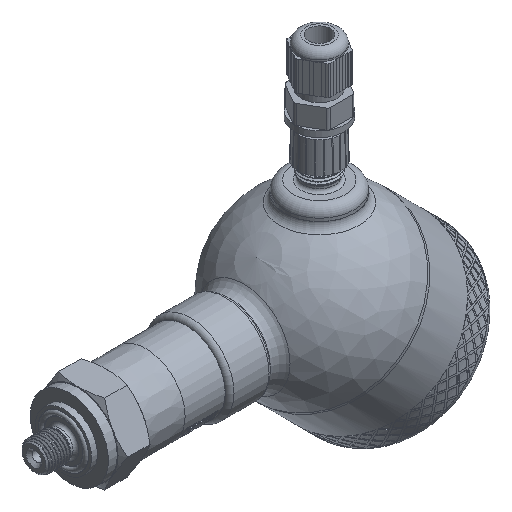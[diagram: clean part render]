
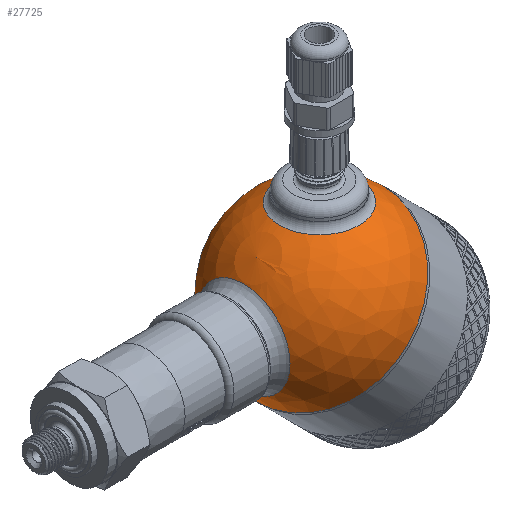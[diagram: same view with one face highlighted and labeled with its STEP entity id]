
A CAD part, isometric view. The second image highlights one B-rep face of the part: STEP entity #27725.
In plain terms, the highlighted spherical face has radius 30 mm.
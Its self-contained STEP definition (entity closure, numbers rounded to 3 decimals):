
#65=SPHERICAL_SURFACE('',#29420,30.);
#1104=FACE_BOUND('',#3897,.T.);
#1105=FACE_BOUND('',#3898,.T.);
#2129=FACE_OUTER_BOUND('',#3896,.T.);
#3896=EDGE_LOOP('',(#20110,#20111,#20112,#20113));
#3897=EDGE_LOOP('',(#20114));
#3898=EDGE_LOOP('',(#20115));
#5561=CIRCLE('',#29342,30.);
#5562=CIRCLE('',#29343,30.);
#5589=CIRCLE('',#29416,13.5);
#5592=CIRCLE('',#29421,30.);
#5593=CIRCLE('',#29422,15.643);
#11046=VERTEX_POINT('',#36546);
#11047=VERTEX_POINT('',#36548);
#11546=VERTEX_POINT('',#42935);
#11548=VERTEX_POINT('',#42942);
#11549=VERTEX_POINT('',#42944);
#14019=EDGE_CURVE('',#11046,#11047,#5561,.T.);
#14020=EDGE_CURVE('',#11047,#11046,#5562,.T.);
#14771=EDGE_CURVE('',#11546,#11546,#5589,.T.);
#14774=EDGE_CURVE('',#11047,#11548,#5592,.T.);
#14775=EDGE_CURVE('',#11549,#11549,#5593,.T.);
#20110=ORIENTED_EDGE('',*,*,#14020,.F.);
#20111=ORIENTED_EDGE('',*,*,#14774,.T.);
#20112=ORIENTED_EDGE('',*,*,#14774,.F.);
#20113=ORIENTED_EDGE('',*,*,#14019,.F.);
#20114=ORIENTED_EDGE('',*,*,#14775,.F.);
#20115=ORIENTED_EDGE('',*,*,#14771,.F.);
#27725=ADVANCED_FACE('',(#2129,#1104,#1105),#65,.T.);
#29342=AXIS2_PLACEMENT_3D('',#36549,#30916,#30917);
#29343=AXIS2_PLACEMENT_3D('',#36550,#30918,#30919);
#29416=AXIS2_PLACEMENT_3D('',#42936,#31328,#31329);
#29420=AXIS2_PLACEMENT_3D('',#42941,#31336,#31337);
#29421=AXIS2_PLACEMENT_3D('',#42943,#31338,#31339);
#29422=AXIS2_PLACEMENT_3D('',#42945,#31340,#31341);
#30916=DIRECTION('center_axis',(1.,0.,0.));
#30917=DIRECTION('ref_axis',(0.,1.,0.));
#30918=DIRECTION('center_axis',(1.,0.,0.));
#30919=DIRECTION('ref_axis',(0.,1.,0.));
#31328=DIRECTION('center_axis',(-0.707,0.,-0.707));
#31329=DIRECTION('ref_axis',(-0.707,0.,0.707));
#31336=DIRECTION('center_axis',(1.,0.,0.));
#31337=DIRECTION('ref_axis',(0.,-1.,0.));
#31338=DIRECTION('center_axis',(0.,0.,1.));
#31339=DIRECTION('ref_axis',(0.,1.,0.));
#31340=DIRECTION('center_axis',(-0.707,0.,0.707));
#31341=DIRECTION('ref_axis',(0.707,0.,0.707));
#36546=CARTESIAN_POINT('',(0.,-30.,0.));
#36548=CARTESIAN_POINT('',(0.,30.,0.));
#36549=CARTESIAN_POINT('Origin',(0.,0.,0.));
#36550=CARTESIAN_POINT('Origin',(0.,0.,0.));
#42935=CARTESIAN_POINT('',(-9.398,0.,-28.49));
#42936=CARTESIAN_POINT('Origin',(-18.944,0.,-18.944));
#42941=CARTESIAN_POINT('Origin',(0.,0.,0.));
#42942=CARTESIAN_POINT('',(-30.,0.,0.));
#42943=CARTESIAN_POINT('Origin',(0.,0.,0.));
#42944=CARTESIAN_POINT('',(-29.162,0.,7.04));
#42945=CARTESIAN_POINT('Origin',(-18.101,0.,18.101));
